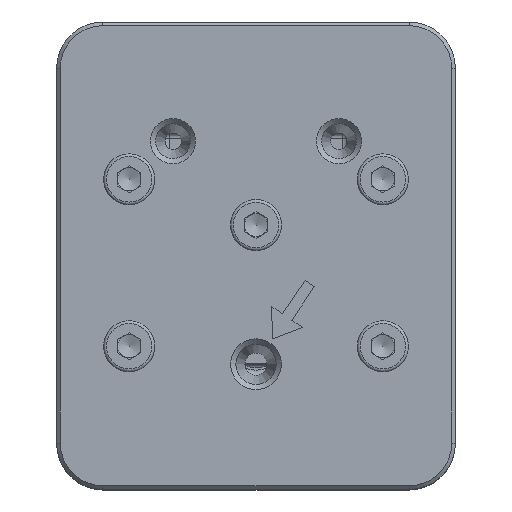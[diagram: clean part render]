
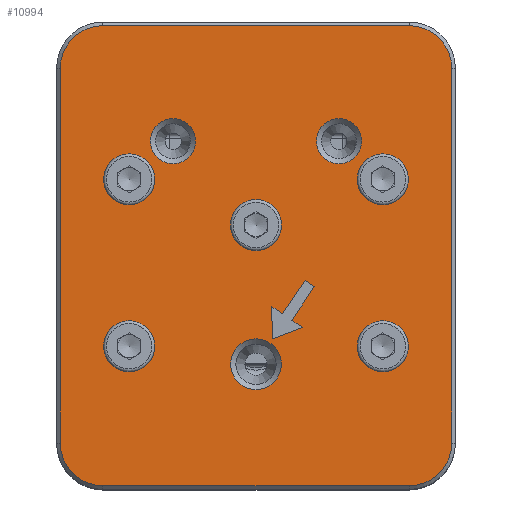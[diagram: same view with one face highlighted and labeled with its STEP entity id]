
A CAD part, top view. The second image highlights one B-rep face of the part: STEP entity #10994.
In plain terms, the highlighted planar face has unit normal (0, 0, 1).
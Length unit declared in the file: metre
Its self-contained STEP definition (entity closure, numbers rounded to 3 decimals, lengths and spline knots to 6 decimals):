
#358=LINE('',#19676,#1269);
#359=LINE('',#19681,#1270);
#360=LINE('',#19685,#1271);
#361=LINE('',#19689,#1272);
#362=LINE('',#19692,#1273);
#363=LINE('',#19695,#1274);
#364=LINE('',#19697,#1275);
#365=LINE('',#19699,#1276);
#366=LINE('',#19701,#1277);
#367=LINE('',#19703,#1278);
#368=LINE('',#19705,#1279);
#1269=VECTOR('',#13384,1.);
#1270=VECTOR('',#13387,1.);
#1271=VECTOR('',#13390,1.);
#1272=VECTOR('',#13393,1.);
#1273=VECTOR('',#13396,1.);
#1274=VECTOR('',#13397,1.);
#1275=VECTOR('',#13398,1.);
#1276=VECTOR('',#13399,1.);
#1277=VECTOR('',#13400,1.);
#1278=VECTOR('',#13401,1.);
#1279=VECTOR('',#13402,1.);
#2397=PLANE('',#11847);
#3533=ORIENTED_EDGE('',*,*,#6365,.T.);
#3534=ORIENTED_EDGE('',*,*,#6366,.T.);
#3535=ORIENTED_EDGE('',*,*,#6367,.T.);
#3536=ORIENTED_EDGE('',*,*,#6368,.T.);
#3537=ORIENTED_EDGE('',*,*,#6369,.T.);
#3538=ORIENTED_EDGE('',*,*,#6370,.T.);
#3539=ORIENTED_EDGE('',*,*,#6371,.T.);
#3540=ORIENTED_EDGE('',*,*,#6372,.T.);
#3541=ORIENTED_EDGE('',*,*,#6373,.T.);
#3542=ORIENTED_EDGE('',*,*,#6374,.T.);
#3543=ORIENTED_EDGE('',*,*,#6375,.T.);
#3544=ORIENTED_EDGE('',*,*,#6376,.T.);
#3545=ORIENTED_EDGE('',*,*,#6377,.T.);
#3546=ORIENTED_EDGE('',*,*,#6378,.T.);
#3547=ORIENTED_EDGE('',*,*,#6379,.T.);
#3548=ORIENTED_EDGE('',*,*,#6380,.T.);
#3549=ORIENTED_EDGE('',*,*,#6381,.T.);
#3550=ORIENTED_EDGE('',*,*,#6382,.T.);
#3551=ORIENTED_EDGE('',*,*,#6383,.T.);
#3552=ORIENTED_EDGE('',*,*,#6384,.T.);
#3553=ORIENTED_EDGE('',*,*,#6385,.T.);
#3554=ORIENTED_EDGE('',*,*,#6386,.T.);
#3555=ORIENTED_EDGE('',*,*,#6387,.T.);
#6365=EDGE_CURVE('',#7842,#7842,#8666,.T.);
#6366=EDGE_CURVE('',#7843,#7843,#8667,.T.);
#6367=EDGE_CURVE('',#7844,#7844,#8668,.T.);
#6368=EDGE_CURVE('',#7845,#7845,#8669,.T.);
#6369=EDGE_CURVE('',#7846,#7846,#8670,.T.);
#6370=EDGE_CURVE('',#7847,#7847,#8671,.T.);
#6371=EDGE_CURVE('',#7848,#7848,#8672,.T.);
#6372=EDGE_CURVE('',#7849,#7849,#8673,.T.);
#6373=EDGE_CURVE('',#7850,#7851,#358,.T.);
#6374=EDGE_CURVE('',#7851,#7852,#8674,.F.);
#6375=EDGE_CURVE('',#7852,#7853,#359,.T.);
#6376=EDGE_CURVE('',#7853,#7854,#8675,.F.);
#6377=EDGE_CURVE('',#7854,#7855,#360,.T.);
#6378=EDGE_CURVE('',#7855,#7856,#8676,.F.);
#6379=EDGE_CURVE('',#7856,#7857,#361,.T.);
#6380=EDGE_CURVE('',#7857,#7850,#8677,.F.);
#6381=EDGE_CURVE('',#7858,#7859,#362,.T.);
#6382=EDGE_CURVE('',#7859,#7860,#363,.T.);
#6383=EDGE_CURVE('',#7860,#7861,#364,.T.);
#6384=EDGE_CURVE('',#7861,#7862,#365,.T.);
#6385=EDGE_CURVE('',#7862,#7863,#366,.T.);
#6386=EDGE_CURVE('',#7863,#7864,#367,.T.);
#6387=EDGE_CURVE('',#7864,#7858,#368,.T.);
#7842=VERTEX_POINT('',#19661);
#7843=VERTEX_POINT('',#19663);
#7844=VERTEX_POINT('',#19665);
#7845=VERTEX_POINT('',#19667);
#7846=VERTEX_POINT('',#19669);
#7847=VERTEX_POINT('',#19671);
#7848=VERTEX_POINT('',#19673);
#7849=VERTEX_POINT('',#19675);
#7850=VERTEX_POINT('',#19677);
#7851=VERTEX_POINT('',#19678);
#7852=VERTEX_POINT('',#19680);
#7853=VERTEX_POINT('',#19682);
#7854=VERTEX_POINT('',#19684);
#7855=VERTEX_POINT('',#19686);
#7856=VERTEX_POINT('',#19688);
#7857=VERTEX_POINT('',#19690);
#7858=VERTEX_POINT('',#19693);
#7859=VERTEX_POINT('',#19694);
#7860=VERTEX_POINT('',#19696);
#7861=VERTEX_POINT('',#19698);
#7862=VERTEX_POINT('',#19700);
#7863=VERTEX_POINT('',#19702);
#7864=VERTEX_POINT('',#19704);
#8666=CIRCLE('',#11848,0.0021);
#8667=CIRCLE('',#11849,0.0021);
#8668=CIRCLE('',#11850,0.0021);
#8669=CIRCLE('',#11851,0.0021);
#8670=CIRCLE('',#11852,0.002433);
#8671=CIRCLE('',#11853,0.002433);
#8672=CIRCLE('',#11854,0.002733);
#8673=CIRCLE('',#11855,0.0021);
#8674=CIRCLE('',#11856,0.0046);
#8675=CIRCLE('',#11857,0.0046);
#8676=CIRCLE('',#11858,0.0046);
#8677=CIRCLE('',#11859,0.0046);
#9186=EDGE_LOOP('',(#3533));
#9187=EDGE_LOOP('',(#3534));
#9188=EDGE_LOOP('',(#3535));
#9189=EDGE_LOOP('',(#3536));
#9190=EDGE_LOOP('',(#3537));
#9191=EDGE_LOOP('',(#3538));
#9192=EDGE_LOOP('',(#3539));
#9193=EDGE_LOOP('',(#3540));
#9194=EDGE_LOOP('',(#3541,#3542,#3543,#3544,#3545,#3546,#3547,#3548));
#9195=EDGE_LOOP('',(#3549,#3550,#3551,#3552,#3553,#3554,#3555));
#10021=FACE_BOUND('',#9186,.T.);
#10022=FACE_BOUND('',#9187,.T.);
#10023=FACE_BOUND('',#9188,.T.);
#10024=FACE_BOUND('',#9189,.T.);
#10025=FACE_BOUND('',#9190,.T.);
#10026=FACE_BOUND('',#9191,.T.);
#10027=FACE_BOUND('',#9192,.T.);
#10028=FACE_BOUND('',#9193,.T.);
#10029=FACE_BOUND('',#9194,.T.);
#10030=FACE_BOUND('',#9195,.T.);
#10994=ADVANCED_FACE('',(#10021,#10022,#10023,#10024,#10025,#10026,#10027,
#10028,#10029,#10030),#2397,.F.);
#11847=AXIS2_PLACEMENT_3D('',#19659,#13366,#13367);
#11848=AXIS2_PLACEMENT_3D('',#19660,#13368,#13369);
#11849=AXIS2_PLACEMENT_3D('',#19662,#13370,#13371);
#11850=AXIS2_PLACEMENT_3D('',#19664,#13372,#13373);
#11851=AXIS2_PLACEMENT_3D('',#19666,#13374,#13375);
#11852=AXIS2_PLACEMENT_3D('',#19668,#13376,#13377);
#11853=AXIS2_PLACEMENT_3D('',#19670,#13378,#13379);
#11854=AXIS2_PLACEMENT_3D('',#19672,#13380,#13381);
#11855=AXIS2_PLACEMENT_3D('',#19674,#13382,#13383);
#11856=AXIS2_PLACEMENT_3D('',#19679,#13385,#13386);
#11857=AXIS2_PLACEMENT_3D('',#19683,#13388,#13389);
#11858=AXIS2_PLACEMENT_3D('',#19687,#13391,#13392);
#11859=AXIS2_PLACEMENT_3D('',#19691,#13394,#13395);
#13366=DIRECTION('',(0.,0.,-1.));
#13367=DIRECTION('',(-1.,0.,0.));
#13368=DIRECTION('',(0.,0.,-1.));
#13369=DIRECTION('',(-1.,0.,0.));
#13370=DIRECTION('',(0.,0.,-1.));
#13371=DIRECTION('',(-1.,0.,0.));
#13372=DIRECTION('',(0.,0.,-1.));
#13373=DIRECTION('',(-1.,0.,0.));
#13374=DIRECTION('',(0.,0.,-1.));
#13375=DIRECTION('',(-1.,0.,0.));
#13376=DIRECTION('',(0.,0.,-1.));
#13377=DIRECTION('',(-1.,0.,0.));
#13378=DIRECTION('',(0.,0.,-1.));
#13379=DIRECTION('',(-1.,0.,0.));
#13380=DIRECTION('',(0.,0.,-1.));
#13381=DIRECTION('',(-1.,0.,0.));
#13382=DIRECTION('',(0.,0.,-1.));
#13383=DIRECTION('',(-1.,0.,0.));
#13384=DIRECTION('',(0.,1.,0.));
#13385=DIRECTION('',(0.,0.,-1.));
#13386=DIRECTION('',(-1.,0.,0.));
#13387=DIRECTION('',(-1.,0.,0.));
#13388=DIRECTION('',(0.,0.,-1.));
#13389=DIRECTION('',(-1.,0.,0.));
#13390=DIRECTION('',(0.,-1.,0.));
#13391=DIRECTION('',(0.,0.,-1.));
#13392=DIRECTION('',(-1.,0.,0.));
#13393=DIRECTION('',(1.,0.,0.));
#13394=DIRECTION('',(0.,0.,-1.));
#13395=DIRECTION('',(-1.,0.,0.));
#13396=DIRECTION('',(0.828,-0.561,0.));
#13397=DIRECTION('',(-0.935,-0.356,0.));
#13398=DIRECTION('',(-0.015,1.,0.));
#13399=DIRECTION('',(0.828,-0.561,0.));
#13400=DIRECTION('',(0.561,0.828,0.));
#13401=DIRECTION('',(0.828,-0.561,0.));
#13402=DIRECTION('',(-0.561,-0.828,0.));
#19659=CARTESIAN_POINT('',(0.,0.285184,0.0285));
#19660=CARTESIAN_POINT('',(0.013675,0.004931,0.0285));
#19661=CARTESIAN_POINT('',(0.011575,0.004931,0.0285));
#19662=CARTESIAN_POINT('',(0.013675,-0.013069,0.0285));
#19663=CARTESIAN_POINT('',(0.011575,-0.013069,0.0285));
#19664=CARTESIAN_POINT('',(-0.013675,-0.013069,0.0285));
#19665=CARTESIAN_POINT('',(-0.015775,-0.013069,0.0285));
#19666=CARTESIAN_POINT('',(-0.013675,0.004931,0.0285));
#19667=CARTESIAN_POINT('',(-0.015775,0.004931,0.0285));
#19668=CARTESIAN_POINT('',(0.00895,0.00905,0.0285));
#19669=CARTESIAN_POINT('',(0.006517,0.00905,0.0285));
#19670=CARTESIAN_POINT('',(-0.00895,0.00905,0.0285));
#19671=CARTESIAN_POINT('',(-0.011383,0.00905,0.0285));
#19672=CARTESIAN_POINT('',(0.,-0.015,0.0285));
#19673=CARTESIAN_POINT('',(-0.002733,-0.015,0.0285));
#19674=CARTESIAN_POINT('',(0.,0.,0.0285));
#19675=CARTESIAN_POINT('',(-0.0021,0.,0.0285));
#19676=CARTESIAN_POINT('',(0.0211,0.285184,0.0285));
#19677=CARTESIAN_POINT('',(0.0211,-0.0235,0.0285));
#19678=CARTESIAN_POINT('',(0.0211,0.0169,0.0285));
#19679=CARTESIAN_POINT('',(0.0165,0.0169,0.0285));
#19680=CARTESIAN_POINT('',(0.0165,0.0215,0.0285));
#19681=CARTESIAN_POINT('',(0.,0.0215,0.0285));
#19682=CARTESIAN_POINT('',(-0.0165,0.0215,0.0285));
#19683=CARTESIAN_POINT('',(-0.0165,0.0169,0.0285));
#19684=CARTESIAN_POINT('',(-0.0211,0.0169,0.0285));
#19685=CARTESIAN_POINT('',(-0.0211,-0.0235,0.0285));
#19686=CARTESIAN_POINT('',(-0.0211,-0.0235,0.0285));
#19687=CARTESIAN_POINT('',(-0.0165,-0.0235,0.0285));
#19688=CARTESIAN_POINT('',(-0.0165,-0.0281,0.0285));
#19689=CARTESIAN_POINT('',(0.0165,-0.0281,0.0285));
#19690=CARTESIAN_POINT('',(0.0165,-0.0281,0.0285));
#19691=CARTESIAN_POINT('',(0.0165,-0.0235,0.0285));
#19692=CARTESIAN_POINT('',(0.004433,-0.010639,0.0285));
#19693=CARTESIAN_POINT('',(0.003854,-0.010246,0.0285));
#19694=CARTESIAN_POINT('',(0.005012,-0.011032,0.0285));
#19695=CARTESIAN_POINT('',(0.003383,-0.011653,0.0285));
#19696=CARTESIAN_POINT('',(0.001754,-0.012273,0.0285));
#19697=CARTESIAN_POINT('',(0.001728,-0.01053,0.0285));
#19698=CARTESIAN_POINT('',(0.001702,-0.008786,0.0285));
#19699=CARTESIAN_POINT('',(0.002282,-0.009179,0.0285));
#19700=CARTESIAN_POINT('',(0.002861,-0.009572,0.0285));
#19701=CARTESIAN_POINT('',(0.004079,-0.007778,0.0285));
#19702=CARTESIAN_POINT('',(0.005296,-0.005983,0.0285));
#19703=CARTESIAN_POINT('',(0.005793,-0.00632,0.0285));
#19704=CARTESIAN_POINT('',(0.006289,-0.006657,0.0285));
#19705=CARTESIAN_POINT('',(0.005072,-0.008451,0.0285));
